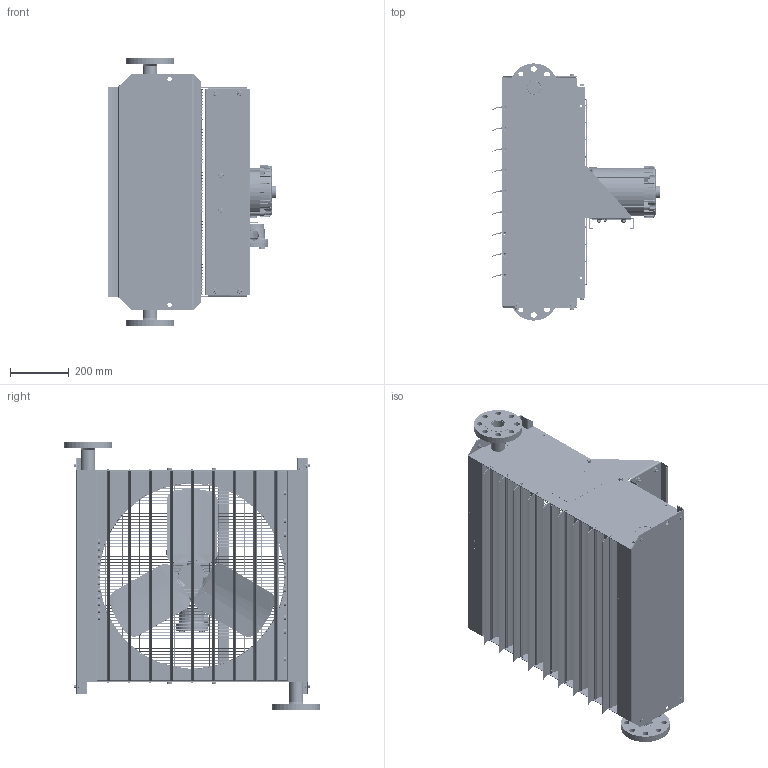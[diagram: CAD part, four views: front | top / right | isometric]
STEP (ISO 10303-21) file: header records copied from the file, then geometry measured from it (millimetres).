
FILE_DESCRIPTION (( 'STEP AP214' ), '1' );
FILE_NAME ('HHP2-24-GA-Class 3000 8 bolt flange.step', '2018-02-13T22:17:11', ( 'jose' ), ( 'Microsoft' ), 'SwSTEP 2.0', 'SolidWorks 2018', '' );
FILE_SCHEMA (( 'AUTOMOTIVE_DESIGN' ));
Length unit declared in the file: inch
Products named in the file (1): HHP2-24-GA-Class 3000 8 bolt flange
Bounding box: 572.61 x 872.1 x 913.26 mm (x, y, z)
Surface area: 6358846.2 mm2 (no closed solid volume)
Topology: 0 solids, 566 shells, 3415 faces, 11221 edges, 7929 vertices
Faces by surface type: cylinder 1403, plane 943, torus 579, cone 382, bspline 104, sphere 4
Entity records: 183672 total; most frequent: CARTESIAN_POINT 43252, DIRECTION 21078, ORIENTED_EDGE 16972, EDGE_CURVE 11221, AXIS2_PLACEMENT_3D 8482, VERTEX_POINT 7929, CIRCLE 5170, LINE 4114
